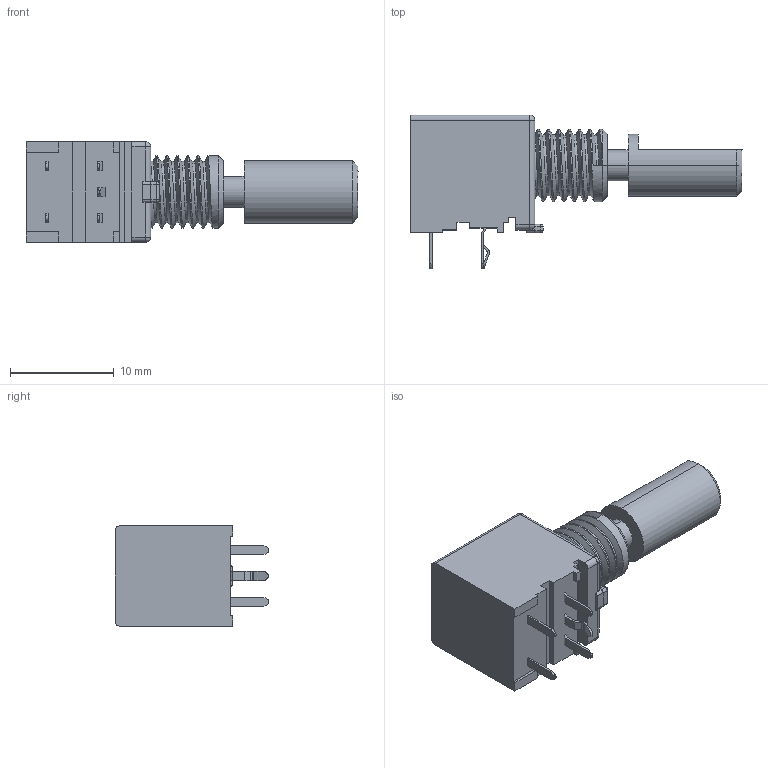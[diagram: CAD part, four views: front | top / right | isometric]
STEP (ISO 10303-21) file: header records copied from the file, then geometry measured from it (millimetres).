
FILE_DESCRIPTION (( 'STEP AP214' ), '1' );
FILE_NAME ('PEC09-2120F-S0012.STEP', '2023-03-10T00:00:33', ( '' ), ( '' ), 'SwSTEP 2.0', 'SolidWorks 2022', '' );
FILE_SCHEMA (( 'AUTOMOTIVE_DESIGN' ));
Length unit declared in the file: inch
Products named in the file (1): PEC09-2120F-S0012
Bounding box: 32.05 x 14.85 x 9.7 mm (x, y, z)
Volume: 1767.5 mm3; surface area: 1340.1 mm2
Topology: 3 solids, 3 shells, 155 faces, 400 edges, 255 vertices
Faces by surface type: plane 86, cylinder 49, bspline 13, cone 5, torus 2
Entity records: 7659 total; most frequent: CARTESIAN_POINT 3301, ORIENTED_EDGE 792, DIRECTION 714, EDGE_CURVE 396, VECTOR 266, LINE 266, VERTEX_POINT 255, AXIS2_PLACEMENT_3D 224
